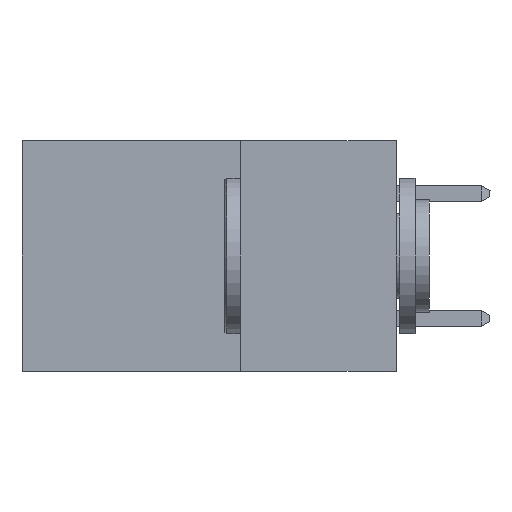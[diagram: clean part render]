
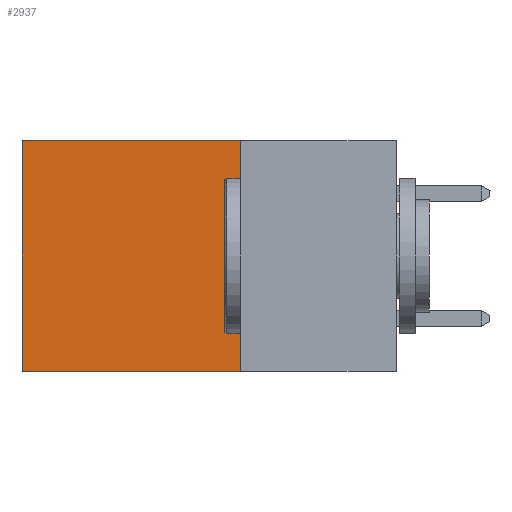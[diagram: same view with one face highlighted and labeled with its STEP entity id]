
A CAD part, left-side view. The second image highlights one B-rep face of the part: STEP entity #2937.
In plain terms, the highlighted planar face has unit normal (-1, 0, 0).
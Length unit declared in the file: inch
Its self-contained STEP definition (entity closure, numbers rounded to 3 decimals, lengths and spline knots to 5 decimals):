
#94 = EDGE_CURVE ( 'NONE', #8778, #1353, #7971, .T. ) ;
#272 = VERTEX_POINT ( 'NONE', #7811 ) ;
#835 = DIRECTION ( 'NONE',  ( 0., 1., 0. ) ) ;
#853 = CARTESIAN_POINT ( 'NONE',  ( 0.298, 0.25, 0. ) ) ;
#855 = PLANE ( 'NONE',  #1564 ) ;
#1353 = VERTEX_POINT ( 'NONE', #3145 ) ;
#1451 = DIRECTION ( 'NONE',  ( 0., 0., -1. ) ) ;
#1564 = AXIS2_PLACEMENT_3D ( 'NONE', #10409, #1685, #1451 ) ;
#1685 = DIRECTION ( 'NONE',  ( 1., 0., 0. ) ) ;
#1830 = ORIENTED_EDGE ( 'NONE', *, *, #11721, .F. ) ;
#2937 = ADVANCED_FACE ( 'NONE', ( #6851 ), #855, .F. ) ;
#3145 = CARTESIAN_POINT ( 'NONE',  ( 0.298, 0.25, -0.37 ) ) ;
#3659 = CARTESIAN_POINT ( 'NONE',  ( 0.298, 0.25, -0.37 ) ) ;
#4166 = ORIENTED_EDGE ( 'NONE', *, *, #9409, .T. ) ;
#5113 = CARTESIAN_POINT ( 'NONE',  ( 0.298, 0.25, 0. ) ) ;
#5611 = DIRECTION ( 'NONE',  ( 0., 0., -1. ) ) ;
#5838 = ORIENTED_EDGE ( 'NONE', *, *, #94, .F. ) ;
#6413 = LINE ( 'NONE', #3659, #10579 ) ;
#6429 = VERTEX_POINT ( 'NONE', #11254 ) ;
#6604 = EDGE_LOOP ( 'NONE', ( #4166, #1830, #5838, #8139 ) ) ;
#6851 = FACE_OUTER_BOUND ( 'NONE', #6604, .T. ) ;
#7160 = LINE ( 'NONE', #853, #10074 ) ;
#7374 = EDGE_CURVE ( 'NONE', #8778, #6429, #7160, .T. ) ;
#7811 = CARTESIAN_POINT ( 'NONE',  ( 0.298, 0.6, -0.37 ) ) ;
#7971 = LINE ( 'NONE', #5113, #9105 ) ;
#7989 = DIRECTION ( 'NONE',  ( 0., 0., -1. ) ) ;
#8139 = ORIENTED_EDGE ( 'NONE', *, *, #7374, .T. ) ;
#8778 = VERTEX_POINT ( 'NONE', #11439 ) ;
#9105 = VECTOR ( 'NONE', #5611, 39.37008 ) ;
#9409 = EDGE_CURVE ( 'NONE', #6429, #272, #11799, .T. ) ;
#10074 = VECTOR ( 'NONE', #835, 39.37008 ) ;
#10272 = CARTESIAN_POINT ( 'NONE',  ( 0.298, 0.6, 0. ) ) ;
#10409 = CARTESIAN_POINT ( 'NONE',  ( 0.298, 0.25, 0. ) ) ;
#10579 = VECTOR ( 'NONE', #11786, 39.37008 ) ;
#11254 = CARTESIAN_POINT ( 'NONE',  ( 0.298, 0.6, 0. ) ) ;
#11439 = CARTESIAN_POINT ( 'NONE',  ( 0.298, 0.25, 0. ) ) ;
#11499 = VECTOR ( 'NONE', #7989, 39.37008 ) ;
#11721 = EDGE_CURVE ( 'NONE', #1353, #272, #6413, .T. ) ;
#11786 = DIRECTION ( 'NONE',  ( 0., 1., 0. ) ) ;
#11799 = LINE ( 'NONE', #10272, #11499 ) ;
